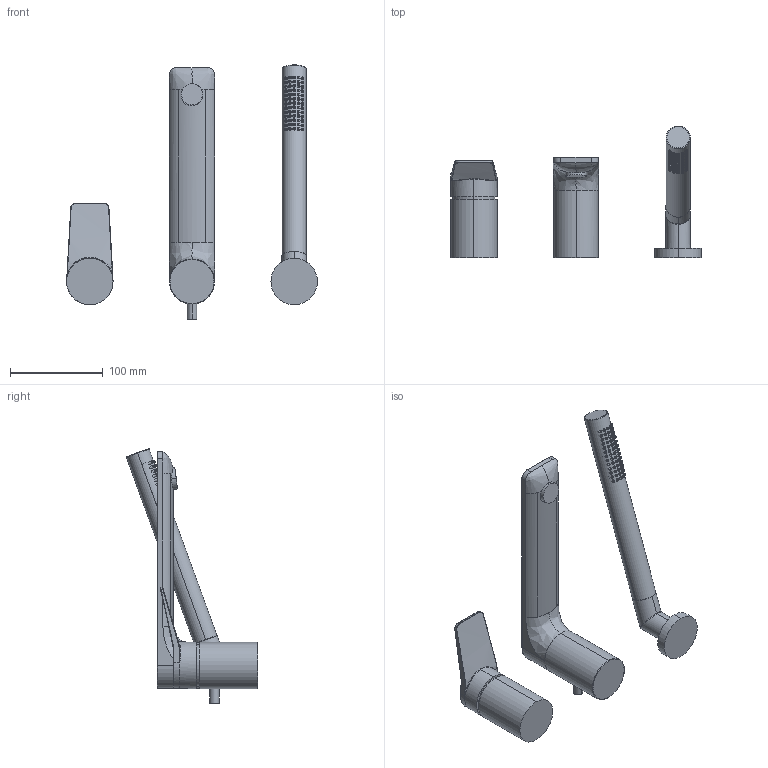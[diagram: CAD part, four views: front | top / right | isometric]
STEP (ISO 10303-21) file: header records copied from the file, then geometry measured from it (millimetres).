
FILE_DESCRIPTION (( 'STEP AP203' ), '1' );
FILE_NAME ('27412845.STEP', '2018-06-26T08:25:12', ( '' ), ( '' ), 'SwSTEP 2.0', 'SolidWorks 2017', '' );
FILE_SCHEMA (( 'CONFIG_CONTROL_DESIGN' ));
Length unit declared in the file: millimetre
Products named in the file (14): Planungsmodell_Rohr_gerade-+-28.568.780-10_ _K316 45 x 30; Planungsmodell_Einsatz-+-04.12.11.140.10_03_K1; Planungsmodell_Wannenrand- EHM LISSE-+-29.300.845-1_PDB_29300845-00; Planungsmodell_Handbrause-+-04.12.11.140.10_01_K1; 27412845; Planungsmodell_Rohr_gerade-+-28.568.780-10_ _K248_10x45; Planungsmodell_Huelse-+-08.17.20.644.90-01_K2_22,9x13,5; Planungsmodell_Rosette-+-09.27.22.000.90-01_K3_D50x10; Planungsmodell_Nippel-+-27.532.780-01_ _K3_D26,2x43x29,2x110ø; Planungsmodell_Auslauf-+-09.11.84.011.90-01_K1; Planungsmodell_Hebel-+-09.20.84.023.90-01_K1; Planungsmodell_Koerper-+-04.12.11.140.10_04_K1; Planungsmodell_Rohr_gerade-+-28.568.780-10_ _K319 62,8 x 50; Planungsmodell_Einsatz-+-04.12.11.140.10_02_K1
Assembly tree (13 placements, depth 4):
  27412845
    Planungsmodell_Auslauf-+-09.11.84.011.90-01_K1
    Planungsmodell_Handbrause-+-04.12.11.140.10_01_K1
      Planungsmodell_Koerper-+-04.12.11.140.10_04_K1
      Planungsmodell_Einsatz-+-04.12.11.140.10_03_K1
        Planungsmodell_Einsatz-+-04.12.11.140.10_02_K1
    Planungsmodell_Rohr_gerade-+-28.568.780-10_ _K248_10x45
    Planungsmodell_Huelse-+-08.17.20.644.90-01_K2_22,9x13,5
    Planungsmodell_Rosette-+-09.27.22.000.90-01_K3_D50x10
    Planungsmodell_Nippel-+-27.532.780-01_ _K3_D26,2x43x29,2x110ø
    Planungsmodell_Wannenrand- EHM LISSE-+-29.300.845-1_PDB_29300845-00
      Planungsmodell_Hebel-+-09.20.84.023.90-01_K1
      Planungsmodell_Rohr_gerade-+-28.568.780-10_ _K319 62,8 x 50
      Planungsmodell_Rohr_gerade-+-28.568.780-10_ _K316 45 x 30
Bounding box: 270 x 141.29 x 273.76 mm (x, y, z)
Volume: 772622.5 mm3; surface area: 119913.9 mm2
Topology: 10 solids, 10 shells, 437 faces, 903 edges, 548 vertices
Faces by surface type: cylinder 164, torus 141, plane 93, bspline 39
Entity records: 23964 total; most frequent: CARTESIAN_POINT 13442, DIRECTION 1973, ORIENTED_EDGE 1798, EDGE_CURVE 899, AXIS2_PLACEMENT_3D 897, VERTEX_POINT 548, EDGE_LOOP 503, CIRCLE 480
